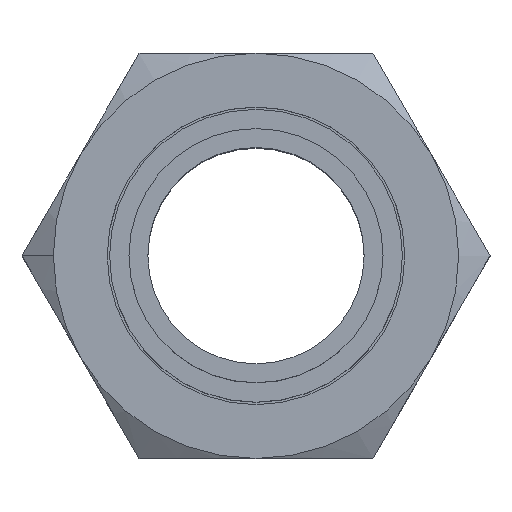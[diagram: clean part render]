
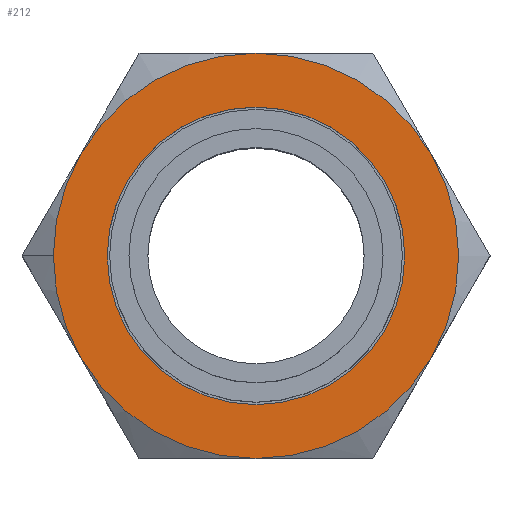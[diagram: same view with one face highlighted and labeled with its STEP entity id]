
A CAD part, top view. The second image highlights one B-rep face of the part: STEP entity #212.
In plain terms, the highlighted planar face has unit normal (0, 0, 1).
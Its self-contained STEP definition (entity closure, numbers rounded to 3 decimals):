
#195 = ORIENTED_EDGE ( 'NONE', *, *, #2132, .T. ) ;
#196 = ORIENTED_EDGE ( 'NONE', *, *, #2390, .T. ) ;
#197 = ORIENTED_EDGE ( 'NONE', *, *, #2351, .T. ) ;
#198 = ORIENTED_EDGE ( 'NONE', *, *, #2347, .T. ) ;
#199 = ORIENTED_EDGE ( 'NONE', *, *, #2306, .T. ) ;
#211 = EDGE_CURVE ( 'NONE', #2361, #2247, #634, .T. ) ;
#212 = ADVANCED_FACE ( 'NONE', ( #629, #628 ), #627, .F. ) ;
#213 = EDGE_LOOP ( 'NONE', ( #214, #215 ) ) ;
#214 = ORIENTED_EDGE ( 'NONE', *, *, #211, .F. ) ;
#215 = ORIENTED_EDGE ( 'NONE', *, *, #2239, .F. ) ;
#216 = EDGE_LOOP ( 'NONE', ( #217, #218, #195, #196, #197, #198, #199 ) ) ;
#217 = ORIENTED_EDGE ( 'NONE', *, *, #2353, .T. ) ;
#218 = ORIENTED_EDGE ( 'NONE', *, *, #2216, .T. ) ;
#622 = DIRECTION ( 'NONE',  ( -1., 0., 0. ) ) ;
#623 = DIRECTION ( 'NONE',  ( 0., 0., -1. ) ) ;
#624 = AXIS2_PLACEMENT_3D ( 'NONE', #626, #623, #622 ) ;
#626 = CARTESIAN_POINT ( 'NONE',  ( 0., 21.45, 9.5 ) ) ;
#627 = PLANE ( 'NONE',  #624 ) ;
#628 = FACE_OUTER_BOUND ( 'NONE', #216, .T. ) ;
#629 = FACE_BOUND ( 'NONE', #213, .T. ) ;
#630 = DIRECTION ( 'NONE',  ( 1., 0., 0. ) ) ;
#631 = DIRECTION ( 'NONE',  ( 0., 0., 1. ) ) ;
#632 = CARTESIAN_POINT ( 'NONE',  ( 0., 0., 9.5 ) ) ;
#633 = AXIS2_PLACEMENT_3D ( 'NONE', #632, #631, #630 ) ;
#634 = CIRCLE ( 'NONE', #633, 15.75 ) ;
#748 = CARTESIAN_POINT ( 'NONE',  ( 18.576, 10.725, 9.5 ) ) ;
#803 = DIRECTION ( 'NONE',  ( 1., 0., 0. ) ) ;
#804 = DIRECTION ( 'NONE',  ( 0., 0., 1. ) ) ;
#805 = CARTESIAN_POINT ( 'NONE',  ( 0., 0., 9.5 ) ) ;
#806 = AXIS2_PLACEMENT_3D ( 'NONE', #805, #804, #803 ) ;
#807 = CIRCLE ( 'NONE', #806, 21.45 ) ;
#872 = CARTESIAN_POINT ( 'NONE',  ( -18.576, 10.725, 9.5 ) ) ;
#1057 = DIRECTION ( 'NONE',  ( 1., 0., 0. ) ) ;
#1058 = DIRECTION ( 'NONE',  ( 0., 0., 1. ) ) ;
#1059 = CARTESIAN_POINT ( 'NONE',  ( 0., 0., 9.5 ) ) ;
#1060 = AXIS2_PLACEMENT_3D ( 'NONE', #1059, #1058, #1057 ) ;
#1061 = CIRCLE ( 'NONE', #1060, 21.45 ) ;
#1079 = DIRECTION ( 'NONE',  ( 1., 0., 0. ) ) ;
#1080 = DIRECTION ( 'NONE',  ( 0., 0., 1. ) ) ;
#1081 = AXIS2_PLACEMENT_3D ( 'NONE', #1088, #1080, #1079 ) ;
#1082 = CIRCLE ( 'NONE', #1081, 15.75 ) ;
#1088 = CARTESIAN_POINT ( 'NONE',  ( 0., 0., 9.5 ) ) ;
#1125 = CARTESIAN_POINT ( 'NONE',  ( 0., 21.45, 9.5 ) ) ;
#1136 = CARTESIAN_POINT ( 'NONE',  ( -15.75, 0., 9.5 ) ) ;
#1216 = DIRECTION ( 'NONE',  ( 1., 0., 0. ) ) ;
#1217 = DIRECTION ( 'NONE',  ( 0., 0., 1. ) ) ;
#1218 = CARTESIAN_POINT ( 'NONE',  ( 0., 0., 9.5 ) ) ;
#1219 = AXIS2_PLACEMENT_3D ( 'NONE', #1218, #1217, #1216 ) ;
#1220 = CIRCLE ( 'NONE', #1219, 21.45 ) ;
#1231 = CARTESIAN_POINT ( 'NONE',  ( 18.576, -10.725, 9.5 ) ) ;
#1293 = DIRECTION ( 'NONE',  ( 1., 0., 0. ) ) ;
#1294 = DIRECTION ( 'NONE',  ( 0., 0., 1. ) ) ;
#1295 = CARTESIAN_POINT ( 'NONE',  ( 0., 0., 9.5 ) ) ;
#1304 = CIRCLE ( 'NONE', #1305, 21.45 ) ;
#1305 = AXIS2_PLACEMENT_3D ( 'NONE', #1295, #1294, #1293 ) ;
#1306 = CARTESIAN_POINT ( 'NONE',  ( 0., -21.45, 9.5 ) ) ;
#1319 = CARTESIAN_POINT ( 'NONE',  ( 15.75, 0., 9.5 ) ) ;
#1338 = DIRECTION ( 'NONE',  ( 1., 0., 0. ) ) ;
#1339 = DIRECTION ( 'NONE',  ( 0., 0., 1. ) ) ;
#1340 = CARTESIAN_POINT ( 'NONE',  ( 0., 0., 9.5 ) ) ;
#1341 = AXIS2_PLACEMENT_3D ( 'NONE', #1340, #1339, #1338 ) ;
#1342 = CIRCLE ( 'NONE', #1341, 21.45 ) ;
#1343 = DIRECTION ( 'NONE',  ( 1., 0., 0. ) ) ;
#1344 = DIRECTION ( 'NONE',  ( 0., 0., 1. ) ) ;
#1345 = CARTESIAN_POINT ( 'NONE',  ( 0., 0., 9.5 ) ) ;
#1346 = AXIS2_PLACEMENT_3D ( 'NONE', #1345, #1344, #1343 ) ;
#1347 = CIRCLE ( 'NONE', #1346, 21.45 ) ;
#1388 = CARTESIAN_POINT ( 'NONE',  ( -21.45, 0., 9.5 ) ) ;
#1389 = DIRECTION ( 'NONE',  ( 1., 0., 0. ) ) ;
#1390 = DIRECTION ( 'NONE',  ( 0., 0., 1. ) ) ;
#1391 = CARTESIAN_POINT ( 'NONE',  ( 0., 0., 9.5 ) ) ;
#1392 = AXIS2_PLACEMENT_3D ( 'NONE', #1391, #1390, #1389 ) ;
#1397 = CIRCLE ( 'NONE', #1392, 21.45 ) ;
#1400 = CARTESIAN_POINT ( 'NONE',  ( -18.576, -10.725, 9.5 ) ) ;
#2089 = VERTEX_POINT ( 'NONE', #748 ) ;
#2132 = EDGE_CURVE ( 'NONE', #2147, #2392, #807, .T. ) ;
#2147 = VERTEX_POINT ( 'NONE', #872 ) ;
#2216 = EDGE_CURVE ( 'NONE', #2262, #2147, #1061, .T. ) ;
#2239 = EDGE_CURVE ( 'NONE', #2247, #2361, #1082, .T. ) ;
#2247 = VERTEX_POINT ( 'NONE', #1136 ) ;
#2262 = VERTEX_POINT ( 'NONE', #1125 ) ;
#2297 = VERTEX_POINT ( 'NONE', #1231 ) ;
#2306 = EDGE_CURVE ( 'NONE', #2297, #2089, #1220, .T. ) ;
#2346 = VERTEX_POINT ( 'NONE', #1306 ) ;
#2347 = EDGE_CURVE ( 'NONE', #2346, #2297, #1304, .T. ) ;
#2351 = EDGE_CURVE ( 'NONE', #2387, #2346, #1347, .T. ) ;
#2353 = EDGE_CURVE ( 'NONE', #2089, #2262, #1342, .T. ) ;
#2361 = VERTEX_POINT ( 'NONE', #1319 ) ;
#2387 = VERTEX_POINT ( 'NONE', #1400 ) ;
#2390 = EDGE_CURVE ( 'NONE', #2392, #2387, #1397, .T. ) ;
#2392 = VERTEX_POINT ( 'NONE', #1388 ) ;
